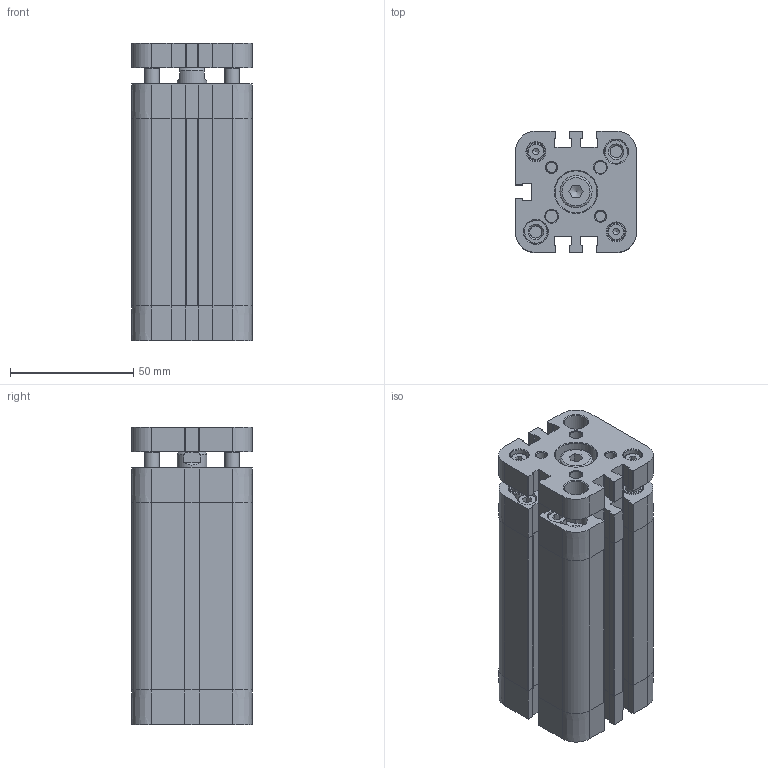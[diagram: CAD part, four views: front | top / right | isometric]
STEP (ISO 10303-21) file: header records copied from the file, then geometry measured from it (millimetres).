
FILE_DESCRIPTION(/* description */ ('Unknown'),/* implementation_level */ '2;1');
FILE_NAME(/* name */ 'ZINT 32_60',/* time_stamp */ '2022-05-10T08:52:02+02:00',/* author */ ('Unknown'),/* organization */ ('Unknown'),/* preprocessor_version */ 'ST-DEVELOPER v16.7',/* originating_system */ 'Solid Edge',/* authorisation */ 'Unknown');
FILE_SCHEMA (('AUTOMOTIVE_DESIGN {1 0 10303 214 3 1 1}'));
Length unit declared in the file: millimetre
Products named in the file (3): ZINT 32_5; GH ZINT-32 V; GH ZINT-32
Assembly tree (2 placements, depth 2):
  ZINT 32_5
    GH ZINT-32 V
    GH ZINT-32
Bounding box: 49 x 49 x 120.5 mm (x, y, z)
Volume: 195912.9 mm3; surface area: 64670.1 mm2
Topology: 2 solids, 12 shells, 903 faces, 2304 edges, 1491 vertices
Faces by surface type: plane 452, cylinder 235, bspline 112, cone 69, torus 35
Full cylindrical faces by diameter (mm): 2.5 x2, 3.242 x2, 4.134 x2, 4.6 x2, 4.917 x2, 5 x2, 5.2 x4, 6 x2, 6.647 x1, 7 x2, 7.5 x10, 8 x2, 8.566 x2, 9 x1, 9.5 x2, 12 x2, 12.54 x1, 13 x1, 13.7 x1, 14 x1, 16.32 x1, 16.5 x1, 17 x1, 31 x1, 32 x1
Entity records: 33626 total; most frequent: CARTESIAN_POINT 6511, ORIENTED_EDGE 4264, DIRECTION 4034, EDGE_CURVE 2132, VERTEX_POINT 1452, AXIS2_PLACEMENT_3D 1378, LINE 1278, VECTOR 1278
